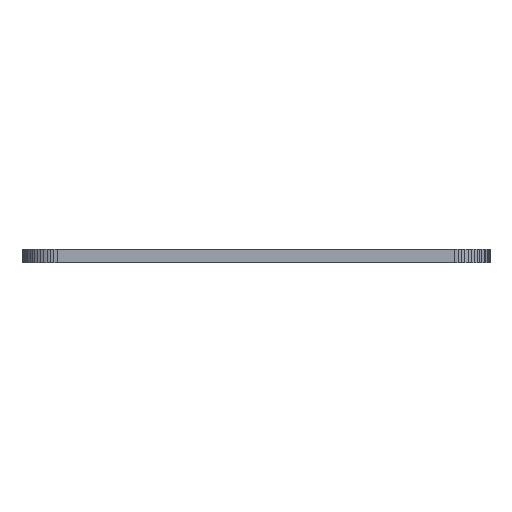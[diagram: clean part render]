
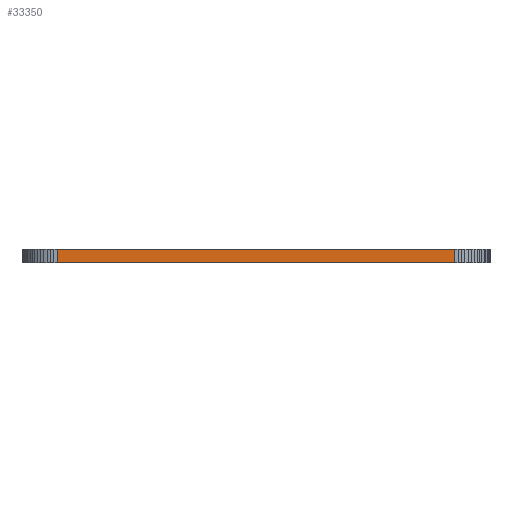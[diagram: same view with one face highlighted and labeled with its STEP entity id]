
A CAD part, left-side view. The second image highlights one B-rep face of the part: STEP entity #33350.
In plain terms, the highlighted planar face has unit normal (-1, 0, 0).
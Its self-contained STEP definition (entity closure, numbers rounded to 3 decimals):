
#90 = PLANE('',#91);
#91 = AXIS2_PLACEMENT_3D('',#92,#93,#94);
#92 = CARTESIAN_POINT('',(142.7,-90.6,1.58));
#93 = DIRECTION('',(-0.,-0.,-1.));
#94 = DIRECTION('',(-1.,0.,0.));
#144 = PLANE('',#145);
#145 = AXIS2_PLACEMENT_3D('',#146,#147,#148);
#146 = CARTESIAN_POINT('',(142.7,-90.6,0.));
#147 = DIRECTION('',(-0.,-0.,-1.));
#148 = DIRECTION('',(-1.,0.,0.));
#1597 = VERTEX_POINT('',#1598);
#1598 = CARTESIAN_POINT('',(91.2,-113.1,0.));
#1612 = PLANE('',#1613);
#1613 = AXIS2_PLACEMENT_3D('',#1614,#1615,#1616);
#1614 = CARTESIAN_POINT('',(91.219,-113.492,0.));
#1615 = DIRECTION('',(-0.999,-0.049,0.));
#1616 = DIRECTION('',(-0.049,0.999,0.));
#1624 = EDGE_CURVE('',#1597,#1625,#1627,.T.);
#1625 = VERTEX_POINT('',#1626);
#1626 = CARTESIAN_POINT('',(91.2,-68.1,0.));
#1627 = SURFACE_CURVE('',#1628,(#1632,#1639),.PCURVE_S1.);
#1628 = LINE('',#1629,#1630);
#1629 = CARTESIAN_POINT('',(91.2,-113.1,0.));
#1630 = VECTOR('',#1631,1.);
#1631 = DIRECTION('',(0.,1.,0.));
#1632 = PCURVE('',#144,#1633);
#1633 = DEFINITIONAL_REPRESENTATION('',(#1634),#1638);
#1634 = LINE('',#1635,#1636);
#1635 = CARTESIAN_POINT('',(51.5,-22.5));
#1636 = VECTOR('',#1637,1.);
#1637 = DIRECTION('',(0.,1.));
#1638 = ( GEOMETRIC_REPRESENTATION_CONTEXT(2) 
PARAMETRIC_REPRESENTATION_CONTEXT() REPRESENTATION_CONTEXT('2D SPACE',''
  ) );
#1639 = PCURVE('',#1640,#1645);
#1640 = PLANE('',#1641);
#1641 = AXIS2_PLACEMENT_3D('',#1642,#1643,#1644);
#1642 = CARTESIAN_POINT('',(91.2,-113.1,0.));
#1643 = DIRECTION('',(-1.,0.,0.));
#1644 = DIRECTION('',(0.,1.,0.));
#1645 = DEFINITIONAL_REPRESENTATION('',(#1646),#1650);
#1646 = LINE('',#1647,#1648);
#1647 = CARTESIAN_POINT('',(0.,0.));
#1648 = VECTOR('',#1649,1.);
#1649 = DIRECTION('',(1.,0.));
#1650 = ( GEOMETRIC_REPRESENTATION_CONTEXT(2) 
PARAMETRIC_REPRESENTATION_CONTEXT() REPRESENTATION_CONTEXT('2D SPACE',''
  ) );
#1668 = PLANE('',#1669);
#1669 = AXIS2_PLACEMENT_3D('',#1670,#1671,#1672);
#1670 = CARTESIAN_POINT('',(91.2,-68.1,0.));
#1671 = DIRECTION('',(-0.999,0.049,0.));
#1672 = DIRECTION('',(0.049,0.999,0.));
#19002 = VERTEX_POINT('',#19003);
#19003 = CARTESIAN_POINT('',(91.2,-113.1,1.58));
#19024 = EDGE_CURVE('',#19002,#19025,#19027,.T.);
#19025 = VERTEX_POINT('',#19026);
#19026 = CARTESIAN_POINT('',(91.2,-68.1,1.58));
#19027 = SURFACE_CURVE('',#19028,(#19032,#19039),.PCURVE_S1.);
#19028 = LINE('',#19029,#19030);
#19029 = CARTESIAN_POINT('',(91.2,-113.1,1.58));
#19030 = VECTOR('',#19031,1.);
#19031 = DIRECTION('',(0.,1.,0.));
#19032 = PCURVE('',#90,#19033);
#19033 = DEFINITIONAL_REPRESENTATION('',(#19034),#19038);
#19034 = LINE('',#19035,#19036);
#19035 = CARTESIAN_POINT('',(51.5,-22.5));
#19036 = VECTOR('',#19037,1.);
#19037 = DIRECTION('',(0.,1.));
#19038 = ( GEOMETRIC_REPRESENTATION_CONTEXT(2) 
PARAMETRIC_REPRESENTATION_CONTEXT() REPRESENTATION_CONTEXT('2D SPACE',''
  ) );
#19039 = PCURVE('',#1640,#19040);
#19040 = DEFINITIONAL_REPRESENTATION('',(#19041),#19045);
#19041 = LINE('',#19042,#19043);
#19042 = CARTESIAN_POINT('',(0.,-1.58));
#19043 = VECTOR('',#19044,1.);
#19044 = DIRECTION('',(1.,0.));
#19045 = ( GEOMETRIC_REPRESENTATION_CONTEXT(2) 
PARAMETRIC_REPRESENTATION_CONTEXT() REPRESENTATION_CONTEXT('2D SPACE',''
  ) );
#33300 = EDGE_CURVE('',#1625,#19025,#33301,.T.);
#33301 = SURFACE_CURVE('',#33302,(#33306,#33313),.PCURVE_S1.);
#33302 = LINE('',#33303,#33304);
#33303 = CARTESIAN_POINT('',(91.2,-68.1,0.));
#33304 = VECTOR('',#33305,1.);
#33305 = DIRECTION('',(0.,0.,1.));
#33306 = PCURVE('',#1668,#33307);
#33307 = DEFINITIONAL_REPRESENTATION('',(#33308),#33312);
#33308 = LINE('',#33309,#33310);
#33309 = CARTESIAN_POINT('',(0.,0.));
#33310 = VECTOR('',#33311,1.);
#33311 = DIRECTION('',(0.,-1.));
#33312 = ( GEOMETRIC_REPRESENTATION_CONTEXT(2) 
PARAMETRIC_REPRESENTATION_CONTEXT() REPRESENTATION_CONTEXT('2D SPACE',''
  ) );
#33313 = PCURVE('',#1640,#33314);
#33314 = DEFINITIONAL_REPRESENTATION('',(#33315),#33319);
#33315 = LINE('',#33316,#33317);
#33316 = CARTESIAN_POINT('',(45.,0.));
#33317 = VECTOR('',#33318,1.);
#33318 = DIRECTION('',(0.,-1.));
#33319 = ( GEOMETRIC_REPRESENTATION_CONTEXT(2) 
PARAMETRIC_REPRESENTATION_CONTEXT() REPRESENTATION_CONTEXT('2D SPACE',''
  ) );
#33350 = ADVANCED_FACE('',(#33351),#1640,.T.);
#33351 = FACE_BOUND('',#33352,.T.);
#33352 = EDGE_LOOP('',(#33353,#33374,#33375,#33376));
#33353 = ORIENTED_EDGE('',*,*,#33354,.T.);
#33354 = EDGE_CURVE('',#1597,#19002,#33355,.T.);
#33355 = SURFACE_CURVE('',#33356,(#33360,#33367),.PCURVE_S1.);
#33356 = LINE('',#33357,#33358);
#33357 = CARTESIAN_POINT('',(91.2,-113.1,0.));
#33358 = VECTOR('',#33359,1.);
#33359 = DIRECTION('',(0.,0.,1.));
#33360 = PCURVE('',#1640,#33361);
#33361 = DEFINITIONAL_REPRESENTATION('',(#33362),#33366);
#33362 = LINE('',#33363,#33364);
#33363 = CARTESIAN_POINT('',(0.,0.));
#33364 = VECTOR('',#33365,1.);
#33365 = DIRECTION('',(0.,-1.));
#33366 = ( GEOMETRIC_REPRESENTATION_CONTEXT(2) 
PARAMETRIC_REPRESENTATION_CONTEXT() REPRESENTATION_CONTEXT('2D SPACE',''
  ) );
#33367 = PCURVE('',#1612,#33368);
#33368 = DEFINITIONAL_REPRESENTATION('',(#33369),#33373);
#33369 = LINE('',#33370,#33371);
#33370 = CARTESIAN_POINT('',(0.393,0.));
#33371 = VECTOR('',#33372,1.);
#33372 = DIRECTION('',(0.,-1.));
#33373 = ( GEOMETRIC_REPRESENTATION_CONTEXT(2) 
PARAMETRIC_REPRESENTATION_CONTEXT() REPRESENTATION_CONTEXT('2D SPACE',''
  ) );
#33374 = ORIENTED_EDGE('',*,*,#19024,.T.);
#33375 = ORIENTED_EDGE('',*,*,#33300,.F.);
#33376 = ORIENTED_EDGE('',*,*,#1624,.F.);
